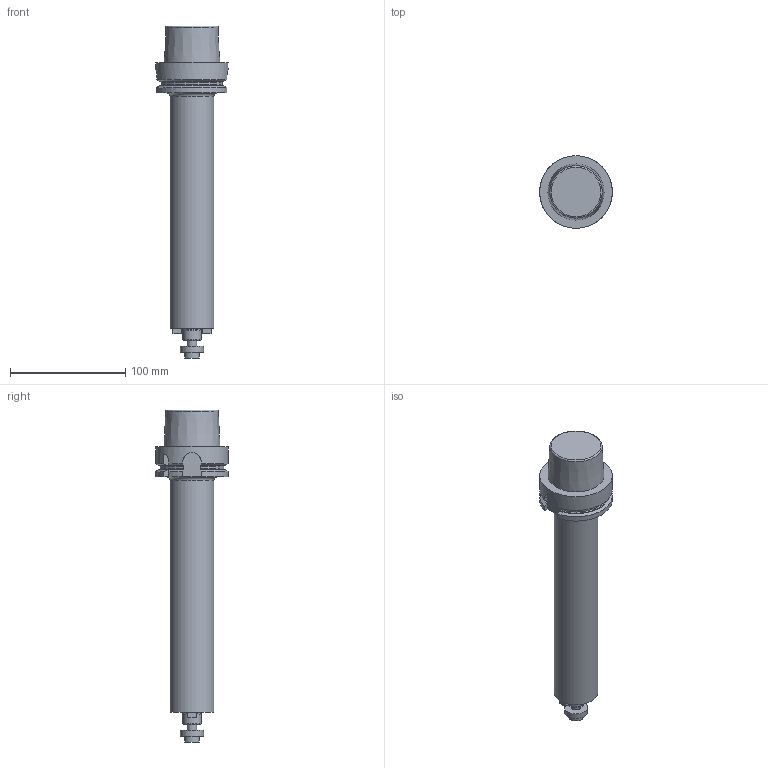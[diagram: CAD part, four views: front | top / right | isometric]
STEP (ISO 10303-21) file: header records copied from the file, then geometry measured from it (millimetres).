
FILE_DESCRIPTION(/* description */ (''),/* implementation_level */ '2;1');
FILE_NAME(/* name */ '1529477490491.stp',/* time_stamp */ '2018-06-20T08:51:37+02:00',/* author */ (''),/* organization */ ('SMS'),/* preprocessor_version */ 'ST-DEVELOPER v15',/* originating_system */ 'SIEMENS PLM Software NX 8.5',/* authorisation */ '');
FILE_SCHEMA (('AUTOMOTIVE_DESIGN { 1 0 10303 214 3 1 1 1 }'));
Length unit declared in the file: millimetre
Products named in the file (1): ha06-q16d-038-230
Bounding box: 63 x 63 x 288 mm (x, y, z)
Volume: 367585.2 mm3; surface area: 42911.2 mm2
Topology: 1 solids, 1 shells, 80 faces, 209 edges, 140 vertices
Faces by surface type: plane 45, cylinder 16, cone 11, torus 8
Full cylindrical faces by diameter (mm): 8 x1, 13 x1, 15.6 x1, 16 x1, 20 x1, 38 x1, 63 x1
Entity records: 2601 total; most frequent: CARTESIAN_POINT 671, ORIENTED_EDGE 386, DIRECTION 370, EDGE_CURVE 193, VERTEX_POINT 135, AXIS2_PLACEMENT_3D 135, LINE 100, VECTOR 100
